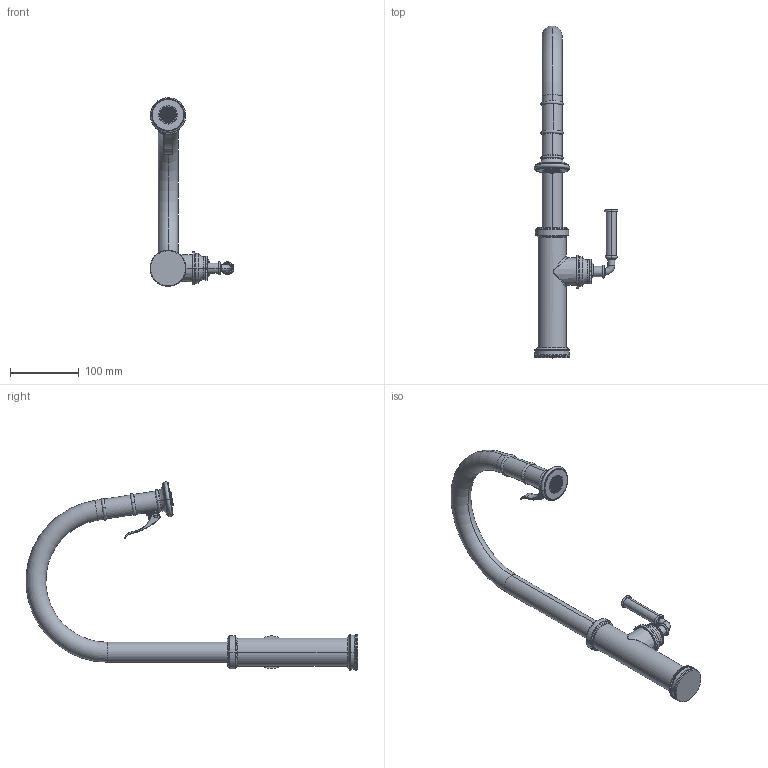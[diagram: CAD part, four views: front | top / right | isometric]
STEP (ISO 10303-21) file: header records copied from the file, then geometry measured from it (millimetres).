
FILE_DESCRIPTION((''),'2;1');
FILE_NAME('2940-5173','2025-01-10T18:44:21',('nehatek'),(''),'CREO PARAMETRIC BY PTC INC, 2023134','CREO PARAMETRIC BY PTC INC, 2023134','');
FILE_SCHEMA(('CONFIG_CONTROL_DESIGN'));
Length unit declared in the file: inch
Products named in the file (1): 2940-5173
Bounding box: 121.56 x 481.65 x 273.36 mm (x, y, z)
Volume: 738590.7 mm3; surface area: 103864.3 mm2
Topology: 1 solids, 1 shells, 2978 faces, 8089 edges, 5254 vertices
Faces by surface type: plane 1766, cylinder 659, torus 433, cone 52, bspline 50, sphere 18
Entity records: 100019 total; most frequent: CARTESIAN_POINT 26262, ORIENTED_EDGE 16150, DIRECTION 14461, EDGE_CURVE 8075, VERTEX_POINT 5254, AXIS2_PLACEMENT_3D 4959, VECTOR 4543, LINE 4543
